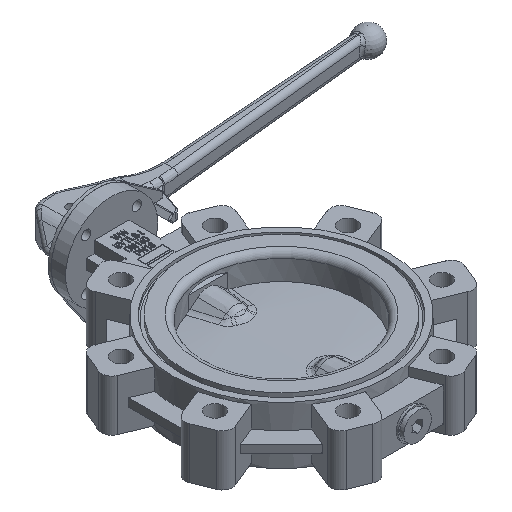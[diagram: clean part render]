
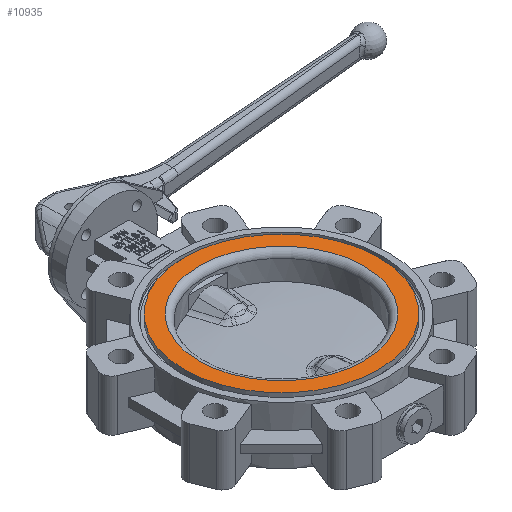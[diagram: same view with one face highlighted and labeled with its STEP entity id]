
A CAD part, isometric view. The second image highlights one B-rep face of the part: STEP entity #10935.
In plain terms, the highlighted planar face has unit normal (0, 0, 1).
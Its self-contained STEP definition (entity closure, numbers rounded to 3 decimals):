
#176=PLANE('',#11851);
#566=FACE_BOUND('',#1777,.T.);
#1118=FACE_OUTER_BOUND('',#1776,.T.);
#1776=EDGE_LOOP('',(#8636));
#1777=EDGE_LOOP('',(#8637));
#4418=CIRCLE('',#11772,80.5);
#4419=CIRCLE('',#11774,95.);
#4922=VERTEX_POINT('',#18988);
#4923=VERTEX_POINT('',#18992);
#6154=EDGE_CURVE('',#4922,#4922,#4418,.T.);
#6155=EDGE_CURVE('',#4923,#4923,#4419,.T.);
#8636=ORIENTED_EDGE('',*,*,#6155,.T.);
#8637=ORIENTED_EDGE('',*,*,#6154,.F.);
#10935=ADVANCED_FACE('',(#1118,#566),#176,.F.);
#11772=AXIS2_PLACEMENT_3D('',#18990,#13297,#13298);
#11774=AXIS2_PLACEMENT_3D('',#18993,#13301,#13302);
#11851=AXIS2_PLACEMENT_3D('',#20477,#13698,#13699);
#13297=DIRECTION('center_axis',(0.,0.,1.));
#13298=DIRECTION('ref_axis',(1.,0.,0.));
#13301=DIRECTION('center_axis',(0.,0.,1.));
#13302=DIRECTION('ref_axis',(1.,0.,0.));
#13698=DIRECTION('center_axis',(0.,0.,-1.));
#13699=DIRECTION('ref_axis',(-1.,0.,0.));
#18988=CARTESIAN_POINT('',(-80.5,0.,29.));
#18990=CARTESIAN_POINT('Origin',(0.,0.,29.));
#18992=CARTESIAN_POINT('',(-95.,0.,29.));
#18993=CARTESIAN_POINT('Origin',(0.,0.,29.));
#20477=CARTESIAN_POINT('Origin',(0.,80.5,29.));
